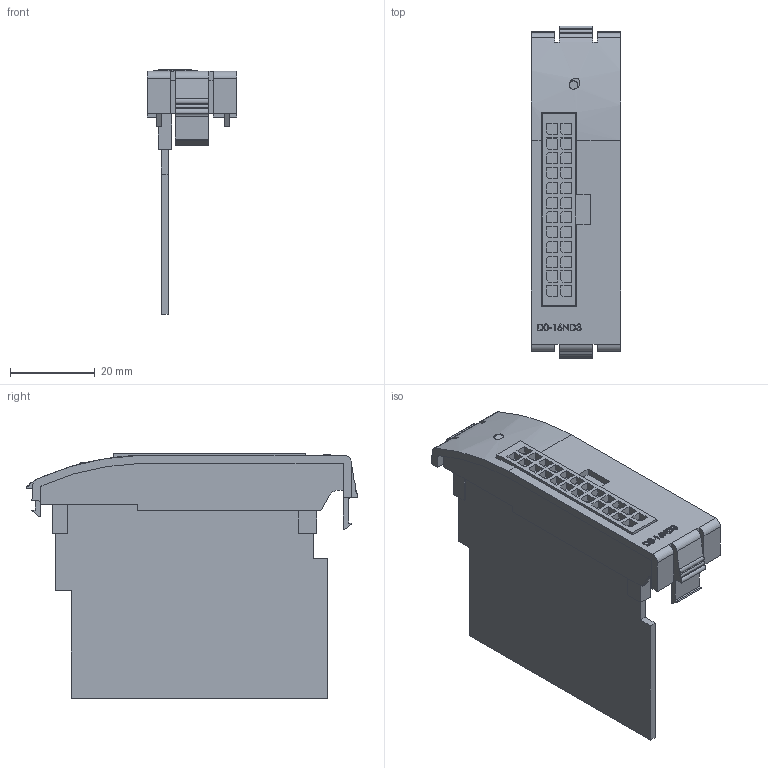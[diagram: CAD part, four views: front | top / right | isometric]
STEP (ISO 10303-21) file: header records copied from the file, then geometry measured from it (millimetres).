
FILE_DESCRIPTION (( 'STEP AP214' ), '1' );
FILE_NAME ('D0-16ND3.STEP', '2011-02-02T18:54:21', ( '.ADC' ), ( 'ADC' ), 'SwSTEP 2.0', 'SolidWorks 2009', '' );
FILE_SCHEMA (( 'AUTOMOTIVE_DESIGN' ));
Length unit declared in the file: inch
Products named in the file (1): D0-16ND3
Bounding box: 20.98 x 78.23 x 57.66 mm (x, y, z)
Volume: 10247.1 mm3; surface area: 14232.5 mm2
Topology: 1 solids, 1 shells, 389 faces, 1041 edges, 692 vertices
Faces by surface type: plane 302, bspline 49, cylinder 38
Entity records: 16155 total; most frequent: CARTESIAN_POINT 5207, ORIENTED_EDGE 2082, DIRECTION 1712, EDGE_CURVE 1041, VECTOR 850, LINE 850, VERTEX_POINT 692, AXIS2_PLACEMENT_3D 431
